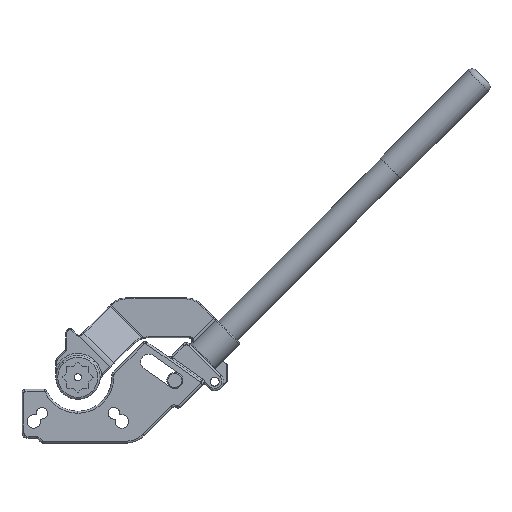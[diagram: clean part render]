
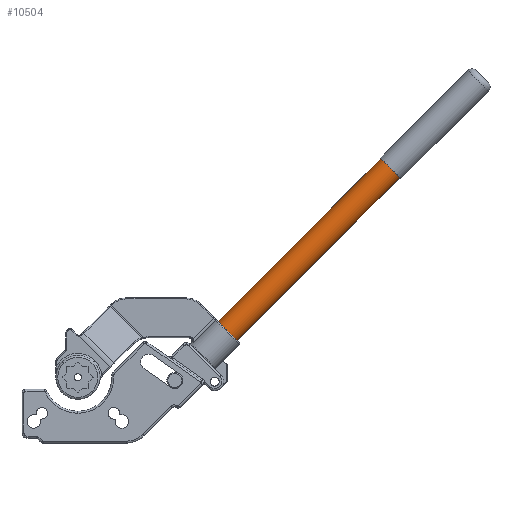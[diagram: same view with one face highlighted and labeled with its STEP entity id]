
A CAD part, front view. The second image highlights one B-rep face of the part: STEP entity #10504.
In plain terms, the highlighted cylindrical face has radius 13.5 mm (diameter 27 mm), a partial arc.
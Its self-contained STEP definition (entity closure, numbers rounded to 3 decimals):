
#354 = EDGE_LOOP ( 'NONE', ( #14677, #6026, #14084, #11958 ) ) ;
#525 = CYLINDRICAL_SURFACE ( 'NONE', #9807, 13.5 ) ;
#681 = VERTEX_POINT ( 'NONE', #10553 ) ;
#1270 = CARTESIAN_POINT ( 'NONE',  ( 313.602, 26.5, 209.657 ) ) ;
#3156 = CARTESIAN_POINT ( 'NONE',  ( 140.714, 26.5, 55.861 ) ) ;
#5110 = CARTESIAN_POINT ( 'NONE',  ( -608.418, 26.5, -731.455 ) ) ;
#5485 = EDGE_CURVE ( 'NONE', #20944, #18785, #20587, .T. ) ;
#6026 = ORIENTED_EDGE ( 'NONE', *, *, #9597, .T. ) ;
#6249 = FACE_OUTER_BOUND ( 'NONE', #354, .T. ) ;
#6628 = VECTOR ( 'NONE', #19925, 1000. ) ;
#7241 = DIRECTION ( 'NONE',  ( -0.707, 0., 0.707 ) ) ;
#7655 = CIRCLE ( 'NONE', #21054, 13.5 ) ;
#8263 = DIRECTION ( 'NONE',  ( -0.707, 0., -0.707 ) ) ;
#8681 = DIRECTION ( 'NONE',  ( -0.707, 0., -0.707 ) ) ;
#9124 = CARTESIAN_POINT ( 'NONE',  ( 150.26, 26.5, 46.315 ) ) ;
#9125 = CARTESIAN_POINT ( 'NONE',  ( 159.806, 26.5, 36.77 ) ) ;
#9597 = EDGE_CURVE ( 'NONE', #681, #20944, #20693, .T. ) ;
#9807 = AXIS2_PLACEMENT_3D ( 'NONE', #13012, #12267, #11344 ) ;
#9824 = EDGE_CURVE ( 'NONE', #19005, #18785, #7655, .T. ) ;
#10504 = ADVANCED_FACE ( 'NONE', ( #6249 ), #525, .T. ) ;
#10553 = CARTESIAN_POINT ( 'NONE',  ( 323.148, 26.5, 200.111 ) ) ;
#11027 = EDGE_CURVE ( 'NONE', #681, #19005, #21599, .T. ) ;
#11344 = DIRECTION ( 'NONE',  ( -0.707, 0., 0.707 ) ) ;
#11958 = ORIENTED_EDGE ( 'NONE', *, *, #9824, .F. ) ;
#12267 = DIRECTION ( 'NONE',  ( -0.707, 0., -0.707 ) ) ;
#12716 = CARTESIAN_POINT ( 'NONE',  ( 304.056, 26.5, 219.203 ) ) ;
#13012 = CARTESIAN_POINT ( 'NONE',  ( -617.964, 26.5, -721.909 ) ) ;
#13976 = CARTESIAN_POINT ( 'NONE',  ( -627.51, 26.5, -712.363 ) ) ;
#14084 = ORIENTED_EDGE ( 'NONE', *, *, #5485, .T. ) ;
#14677 = ORIENTED_EDGE ( 'NONE', *, *, #11027, .F. ) ;
#18785 = VERTEX_POINT ( 'NONE', #3156 ) ;
#19005 = VERTEX_POINT ( 'NONE', #9125 ) ;
#19273 = AXIS2_PLACEMENT_3D ( 'NONE', #1270, #8263, #19635 ) ;
#19373 = DIRECTION ( 'NONE',  ( -0.707, 0., -0.707 ) ) ;
#19635 = DIRECTION ( 'NONE',  ( -0.707, 0., 0.707 ) ) ;
#19900 = VECTOR ( 'NONE', #8681, 1000. ) ;
#19925 = DIRECTION ( 'NONE',  ( -0.707, 0., -0.707 ) ) ;
#20587 = LINE ( 'NONE', #13976, #19900 ) ;
#20693 = CIRCLE ( 'NONE', #19273, 13.5 ) ;
#20944 = VERTEX_POINT ( 'NONE', #12716 ) ;
#21054 = AXIS2_PLACEMENT_3D ( 'NONE', #9124, #19373, #7241 ) ;
#21599 = LINE ( 'NONE', #5110, #6628 ) ;
